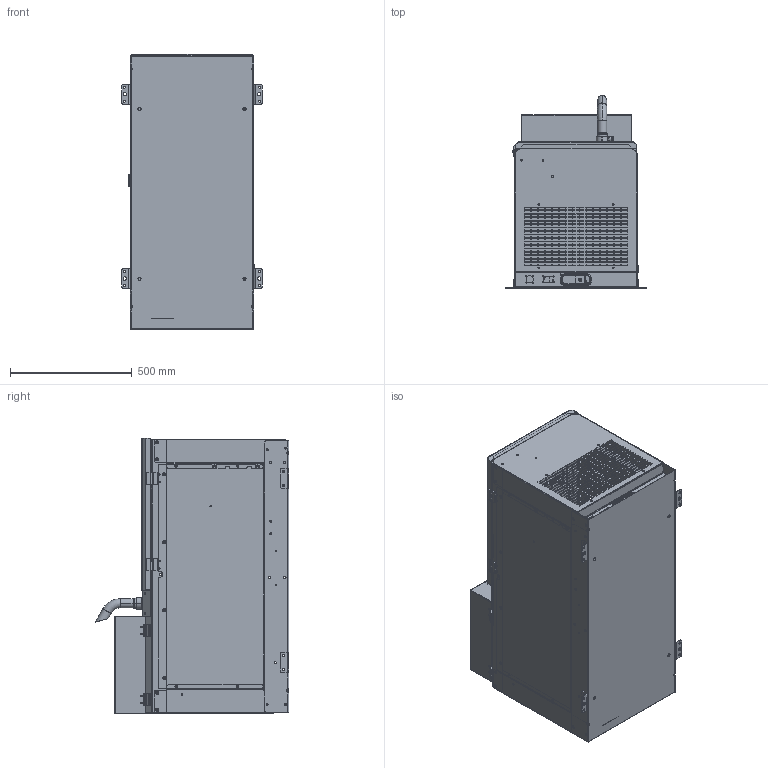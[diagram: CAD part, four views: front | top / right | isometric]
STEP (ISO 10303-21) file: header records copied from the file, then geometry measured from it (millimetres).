
FILE_DESCRIPTION (( 'STEP AP214' ), '1' );
FILE_NAME ('907760 BC 200 DIESEL.STEP', '2024-03-14T19:34:21', ( '' ), ( '' ), 'SwSTEP 2.0', 'SolidWorks 2022', '' );
FILE_SCHEMA (( 'AUTOMOTIVE_DESIGN' ));
Length unit declared in the file: inch
Products named in the file (1): 907760 BC 200 DIESEL
Bounding box: 577.39 x 795.8 x 1133.1 mm (x, y, z)
Surface area: 6857336.3 mm2 (no closed solid volume)
Topology: 0 solids, 108 shells, 2835 faces, 10916 edges, 7566 vertices
Faces by surface type: plane 2159, cylinder 520, torus 110, bspline 36, cone 10
Entity records: 152882 total; most frequent: CARTESIAN_POINT 22839, DIRECTION 18316, ORIENTED_EDGE 17450, EDGE_CURVE 10892, VECTOR 8804, LINE 8804, VERTEX_POINT 7566, AXIS2_PLACEMENT_3D 4756
